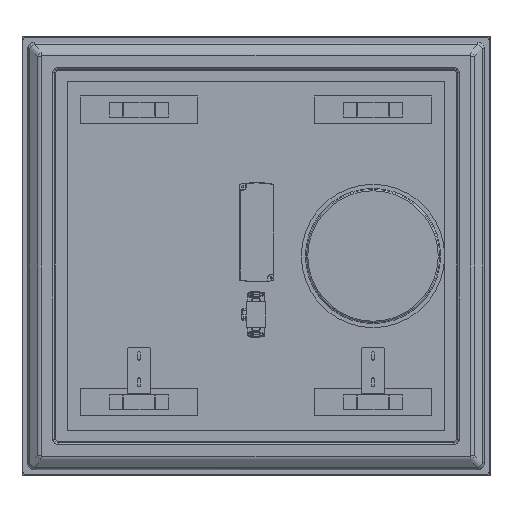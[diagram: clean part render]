
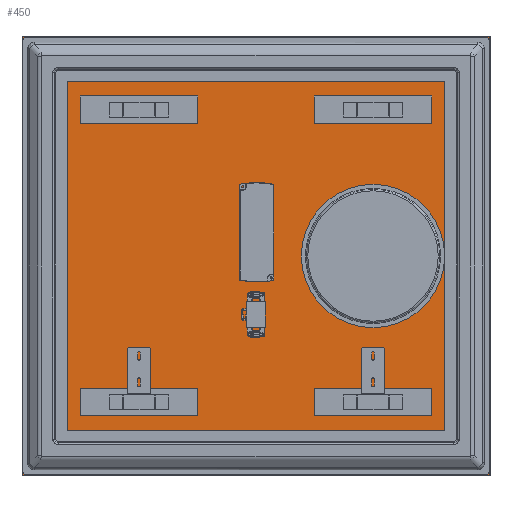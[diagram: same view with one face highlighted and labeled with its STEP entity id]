
A CAD part, top view. The second image highlights one B-rep face of the part: STEP entity #450.
In plain terms, the highlighted planar face has unit normal (0, 0, 1).
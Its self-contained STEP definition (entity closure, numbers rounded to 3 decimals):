
#75=DIRECTION('',(1.,0.,0.));
#76=VECTOR('',#75,799.);
#77=CARTESIAN_POINT('',(-399.5,374.5,4.));
#78=LINE('',#77,#76);
#79=DIRECTION('',(0.,-1.,0.));
#80=VECTOR('',#79,749.);
#81=CARTESIAN_POINT('',(399.5,374.5,4.));
#82=LINE('',#81,#80);
#83=CARTESIAN_POINT('',(200.,0.,4.));
#84=DIRECTION('',(0.,0.,-1.));
#85=DIRECTION('',(-0.99,-0.143,0.));
#86=AXIS2_PLACEMENT_3D('',#83,#84,#85);
#88=CARTESIAN_POINT('',(200.,0.,4.));
#89=DIRECTION('',(0.,0.,-1.));
#90=DIRECTION('',(0.99,0.143,0.));
#91=AXIS2_PLACEMENT_3D('',#88,#89,#90);
#93=DIRECTION('',(0.,1.,0.));
#94=VECTOR('',#93,15.);
#95=CARTESIAN_POINT('',(385.,-360.,4.));
#96=LINE('',#95,#94);
#97=DIRECTION('',(-1.,0.,0.));
#98=VECTOR('',#97,770.);
#99=CARTESIAN_POINT('',(385.,-345.,4.));
#100=LINE('',#99,#98);
#101=DIRECTION('',(0.,-1.,0.));
#102=VECTOR('',#101,15.);
#103=CARTESIAN_POINT('',(-385.,-345.,4.));
#104=LINE('',#103,#102);
#105=DIRECTION('',(1.,0.,0.));
#106=VECTOR('',#105,770.);
#107=CARTESIAN_POINT('',(-385.,-360.,4.));
#108=LINE('',#107,#106);
#109=DIRECTION('',(-1.,0.,0.));
#110=VECTOR('',#109,770.);
#111=CARTESIAN_POINT('',(385.,360.,4.));
#112=LINE('',#111,#110);
#113=DIRECTION('',(0.,-1.,0.));
#114=VECTOR('',#113,15.);
#115=CARTESIAN_POINT('',(-385.,360.,4.));
#116=LINE('',#115,#114);
#117=DIRECTION('',(1.,0.,0.));
#118=VECTOR('',#117,770.);
#119=CARTESIAN_POINT('',(-385.,345.,4.));
#120=LINE('',#119,#118);
#121=DIRECTION('',(0.,1.,0.));
#122=VECTOR('',#121,15.);
#123=CARTESIAN_POINT('',(385.,345.,4.));
#124=LINE('',#123,#122);
#165=DIRECTION('',(0.,-1.,0.));
#166=VECTOR('',#165,749.);
#167=CARTESIAN_POINT('',(-399.5,374.5,4.));
#168=LINE('',#167,#166);
#177=DIRECTION('',(1.,0.,0.));
#178=VECTOR('',#177,799.);
#179=CARTESIAN_POINT('',(-399.5,-374.5,4.));
#180=LINE('',#179,#178);
#241=CARTESIAN_POINT('',(-399.5,-374.5,4.));
#242=VERTEX_POINT('',#241);
#251=CARTESIAN_POINT('',(399.5,374.5,4.));
#252=CARTESIAN_POINT('',(399.5,-374.5,4.));
#253=VERTEX_POINT('',#251);
#254=VERTEX_POINT('',#252);
#255=CARTESIAN_POINT('',(-399.5,374.5,4.));
#256=VERTEX_POINT('',#255);
#273=CARTESIAN_POINT('',(120.826,-11.464,4.));
#274=CARTESIAN_POINT('',(279.174,11.464,4.));
#275=VERTEX_POINT('',#273);
#276=VERTEX_POINT('',#274);
#293=CARTESIAN_POINT('',(385.,-360.,4.));
#294=CARTESIAN_POINT('',(385.,-345.,4.));
#295=VERTEX_POINT('',#293);
#296=VERTEX_POINT('',#294);
#297=CARTESIAN_POINT('',(-385.,-345.,4.));
#298=VERTEX_POINT('',#297);
#299=CARTESIAN_POINT('',(-385.,-360.,4.));
#300=VERTEX_POINT('',#299);
#301=CARTESIAN_POINT('',(385.,360.,4.));
#302=CARTESIAN_POINT('',(-385.,360.,4.));
#303=VERTEX_POINT('',#301);
#304=VERTEX_POINT('',#302);
#305=CARTESIAN_POINT('',(-385.,345.,4.));
#306=VERTEX_POINT('',#305);
#307=CARTESIAN_POINT('',(385.,345.,4.));
#308=VERTEX_POINT('',#307);
#411=CARTESIAN_POINT('',(0.,0.,4.));
#412=DIRECTION('',(0.,0.,1.));
#413=DIRECTION('',(1.,0.,0.));
#414=AXIS2_PLACEMENT_3D('',#411,#412,#413);
#415=PLANE('',#414);
#417=ORIENTED_EDGE('',*,*,#416,.T.);
#418=ORIENTED_EDGE('',*,*,#401,.T.);
#420=ORIENTED_EDGE('',*,*,#419,.F.);
#422=ORIENTED_EDGE('',*,*,#421,.F.);
#423=EDGE_LOOP('',(#417,#418,#420,#422));
#424=FACE_OUTER_BOUND('',#423,.F.);
#425=ORIENTED_EDGE('',*,*,#318,.F.);
#427=ORIENTED_EDGE('',*,*,#426,.F.);
#428=EDGE_LOOP('',(#425,#427));
#429=FACE_BOUND('',#428,.F.);
#431=ORIENTED_EDGE('',*,*,#430,.T.);
#433=ORIENTED_EDGE('',*,*,#432,.T.);
#435=ORIENTED_EDGE('',*,*,#434,.T.);
#437=ORIENTED_EDGE('',*,*,#436,.T.);
#438=EDGE_LOOP('',(#431,#433,#435,#437));
#439=FACE_BOUND('',#438,.F.);
#441=ORIENTED_EDGE('',*,*,#440,.T.);
#443=ORIENTED_EDGE('',*,*,#442,.T.);
#445=ORIENTED_EDGE('',*,*,#444,.T.);
#447=ORIENTED_EDGE('',*,*,#446,.T.);
#448=EDGE_LOOP('',(#441,#443,#445,#447));
#449=FACE_BOUND('',#448,.F.);
#450=ADVANCED_FACE('',(#424,#429,#439,#449),#415,.T.);
#87=CIRCLE('',#86,80.);
#92=CIRCLE('',#91,80.);
#318=EDGE_CURVE('',#275,#276,#87,.T.);
#401=EDGE_CURVE('',#253,#254,#82,.T.);
#416=EDGE_CURVE('',#256,#253,#78,.T.);
#419=EDGE_CURVE('',#242,#254,#180,.T.);
#421=EDGE_CURVE('',#256,#242,#168,.T.);
#426=EDGE_CURVE('',#276,#275,#92,.T.);
#430=EDGE_CURVE('',#295,#296,#96,.T.);
#432=EDGE_CURVE('',#296,#298,#100,.T.);
#434=EDGE_CURVE('',#298,#300,#104,.T.);
#436=EDGE_CURVE('',#300,#295,#108,.T.);
#440=EDGE_CURVE('',#303,#304,#112,.T.);
#442=EDGE_CURVE('',#304,#306,#116,.T.);
#444=EDGE_CURVE('',#306,#308,#120,.T.);
#446=EDGE_CURVE('',#308,#303,#124,.T.);
